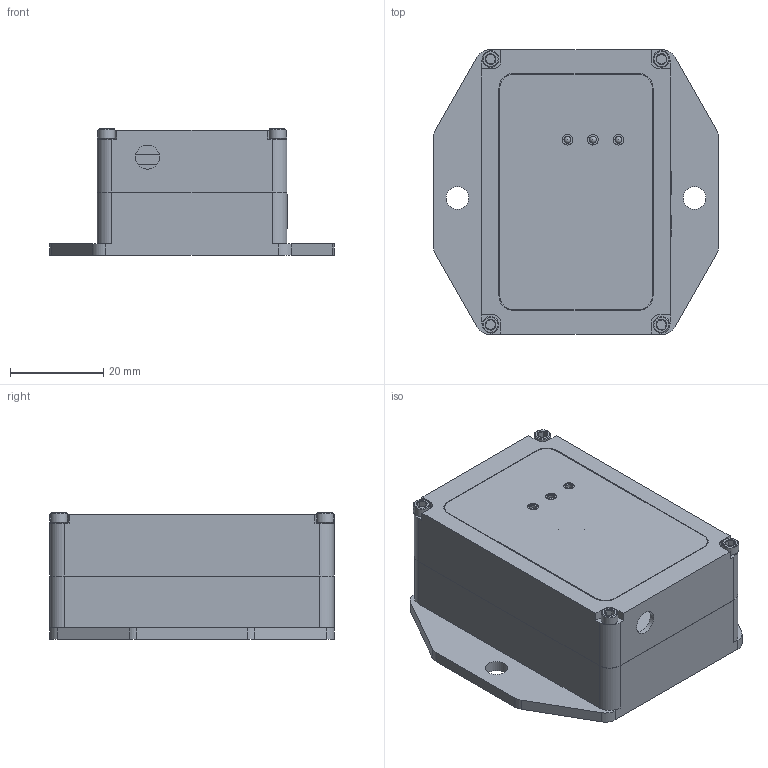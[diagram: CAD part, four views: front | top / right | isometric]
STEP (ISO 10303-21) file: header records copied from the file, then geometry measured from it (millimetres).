
FILE_DESCRIPTION((''),'2;1');
FILE_NAME('3047-0008.stp','2014-11-13T11:52:27',('chad_thelen'),(''),'Autodesk Inventor 2013','Autodesk Inventor 2013','');
FILE_SCHEMA(('CONFIG_CONTROL_DESIGN'));
Length unit declared in the file: inch
Products named in the file (8): 3047-0008; 3047-0003; 3047-0004; 9100-0058; 9008-0114; 3047-0009; 9017-0007; 3047-0005
Assembly tree (12 placements, depth 2):
  3047-0008
    3047-0003
    3047-0004
    9100-0058  x4
    9008-0114
    3047-0009
    9017-0007
    3047-0005  x3
Bounding box: 60.96 x 60.96 x 27.03 mm (x, y, z)
Volume: 15684.4 mm3; surface area: 26554.4 mm2
Topology: 12 solids, 12 shells, 426 faces, 1498 edges, 1126 vertices
Faces by surface type: plane 278, cylinder 99, cone 37, bspline 8, sphere 4
Full cylindrical faces by diameter (mm): 0.889 x1, 1.194 x4, 1.499 x3, 1.613 x4, 1.702 x2, 2.159 x4, 2.286 x3, 3.175 x3, 3.556 x4, 4.267 x1, 4.851 x2, 5.156 x1, 9.525 x1
Entity records: 13143 total; most frequent: CARTESIAN_POINT 3790, ORIENTED_EDGE 1936, DIRECTION 1761, EDGE_CURVE 968, VERTEX_POINT 695, VECTOR 659, LINE 659, AXIS2_PLACEMENT_3D 551
